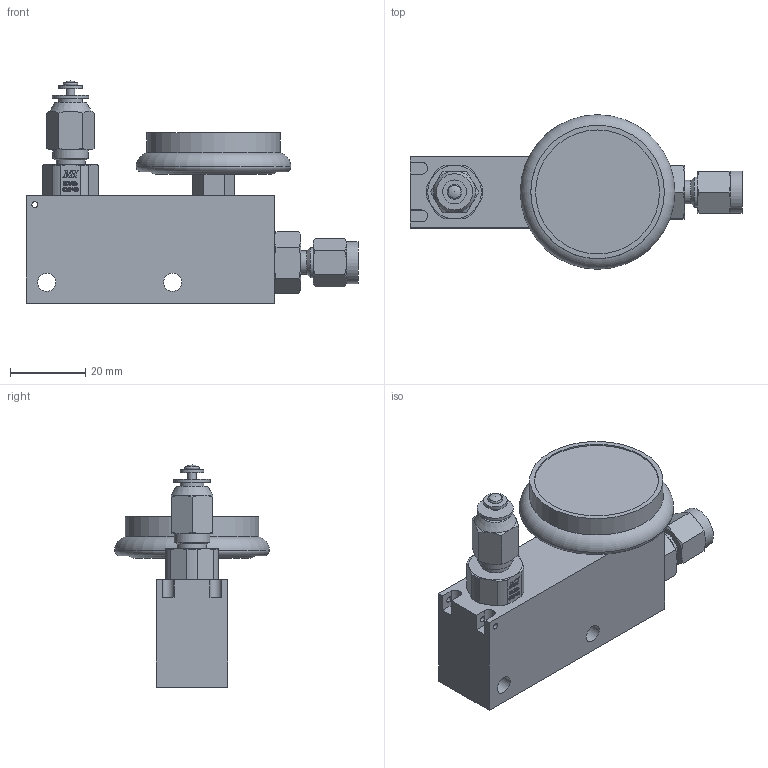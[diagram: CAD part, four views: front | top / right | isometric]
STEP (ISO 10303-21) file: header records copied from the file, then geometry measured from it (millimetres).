
FILE_DESCRIPTION(('STEP AP214'),'1');
FILE_NAME('00BLT-1020-00_G1 (Assembly, Deluxe Refill Station).stp','2024-03-28T20:43:18',(' '),(' '),'Spatial InterOp 3D',' ',' ');
FILE_SCHEMA(('AUTOMOTIVE_DESIGN { 1 0 10303 214 1 1 1 1 }'));
Length unit declared in the file: inch
Products named in the file (18): 00BLT-1020-00$G1 (Assembly, Deluxe Refill Station); 00MAN-0028-00$A2 [Manifold, Fill-Station, SAE-4]; Poppet & O-ring [GROUP] [Updated for 3003 EPDM O-ring]; 09001-3003-70 (O-ring, EPDM, 2-003, E70); 0CV02-0201-00[=A] (Poppet, 0.25 Dia.) [PLM CV02-201-000]; 09007-0001-00 (Retaining Ring, 1/4" Internal, SS) [Rotor Clip HO-25SS MPS B100]; 00HDW-0108-00 (SAE-4M x 1/8 OD Tube Compression, Brass) [Swagelock B-200-1-4ST]; 09001-3904-70 (O-ring, EPDM, 3-904 (SAE-4), E70); 0CV02-0257-00$E1 (Check-Valve Body, Poppet Style, AN800-3 (3/8-24, 37°) x SAE-4M, SS); #1358; #1366; 0CP01-0100-01$-0 (Cap & Chain Assembly, AN800-3); #1383; 09030-0102-32 (Shim, Flat-washer type, Ø.094id x Ø.250od x .032h, Brass); 09030-0103-32 (Shim, Flat-washer type, Ø.094id x Ø.380od x .032h, Brass); 00VEN-0042-00 (AN-805-3 Nut); 0CP01-0201-00$-x (Plug, AN Cone (Dust Cap)); 00CPG-1010-00 (MH-300 Medium Pressure Gauge) [Mija 1-01069] [Kernal] [02]
Assembly tree (17 placements, depth 3):
  00BLT-1020-00$G1 (Assembly, Deluxe Refill Station)
    00MAN-0028-00$A2 [Manifold, Fill-Station, SAE-4]
    Poppet & O-ring [GROUP] [Updated for 3003 EPDM O-ring]
      09001-3003-70 (O-ring, EPDM, 2-003, E70)
      0CV02-0201-00[=A] (Poppet, 0.25 Dia.) [PLM CV02-201-000]
    09007-0001-00 (Retaining Ring, 1/4" Internal, SS) [Rotor Clip HO-25SS MPS B100]
    00HDW-0108-00 (SAE-4M x 1/8 OD Tube Compression, Brass) [Swagelock B-200-1-4ST]
    09001-3904-70 (O-ring, EPDM, 3-904 (SAE-4), E70)
    0CV02-0257-00$E1 (Check-Valve Body, Poppet Style, AN800-3 (3/8-24, 37°) x SAE-4M, SS)
    #1358
    #1366
    0CP01-0100-01$-0 (Cap & Chain Assembly, AN800-3)
      #1383
      09030-0102-32 (Shim, Flat-washer type, Ø.094id x Ø.250od x .032h, Brass)
      09030-0103-32 (Shim, Flat-washer type, Ø.094id x Ø.380od x .032h, Brass)
      00VEN-0042-00 (AN-805-3 Nut)
      0CP01-0201-00$-x (Plug, AN Cone (Dust Cap))
    00CPG-1010-00 (MH-300 Medium Pressure Gauge) [Mija 1-01069] [Kernal] [02]
Bounding box: 88.39 x 41.15 x 59.15 mm (x, y, z)
Volume: 47376.8 mm3; surface area: 23060.8 mm2
Topology: 17 solids, 17 shells, 1013 faces, 2712 edges, 1777 vertices
Faces by surface type: plane 806, cylinder 89, cone 84, torus 22, revolution 10, sphere 1, bspline 1
Full cylindrical faces by diameter (mm): 0.203 x1, 0.508 x1, 0.889 x4, 1.016 x4, 1.575 x1, 1.587 x5, 2.184 x2, 2.286 x1, 2.388 x2, 3.175 x1, 3.454 x1, 3.962 x1, 4.032 x2, 4.166 x3, 4.826 x2, 6.223 x1, 6.259 x1, 6.35 x5, 6.528 x1, 6.807 x2, 7.696 x1, 7.747 x2, 7.925 x1, 7.938 x1, 9.144 x2, 9.246 x1, 9.525 x3, 9.652 x1, 9.922 x1, 11.11 x1
Entity records: 39204 total; most frequent: CARTESIAN_POINT 6168, ORIENTED_EDGE 5070, DIRECTION 4740, EDGE_CURVE 2535, LINE 2124, VECTOR 2124, VERTEX_POINT 1731, AXIS2_PLACEMENT_3D 1303
